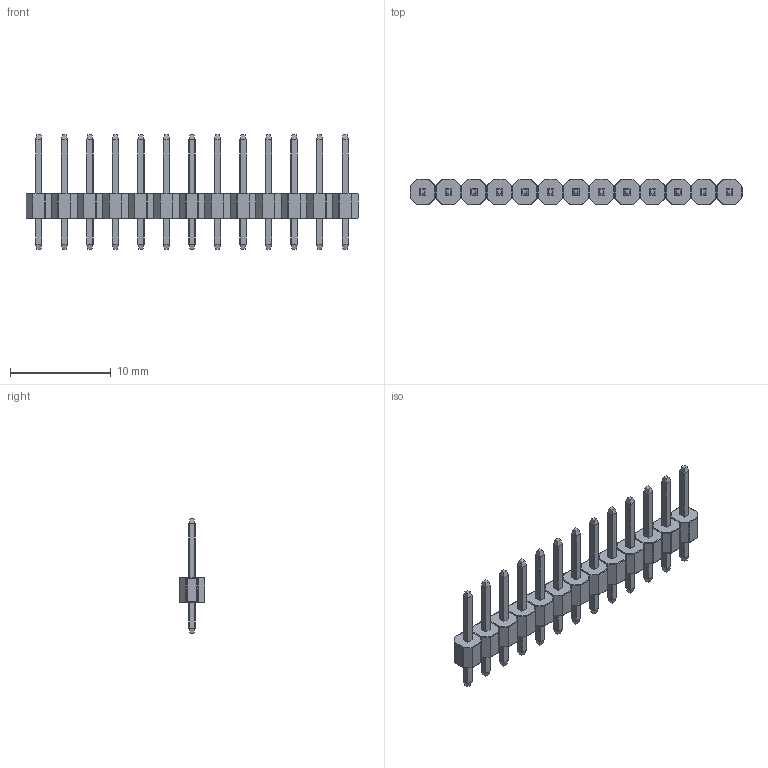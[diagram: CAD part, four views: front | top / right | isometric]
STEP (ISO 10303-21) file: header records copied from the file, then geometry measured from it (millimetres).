
FILE_DESCRIPTION(/* description */ (''),/* implementation_level */ '2;1');
FILE_NAME(/* name */ 'Pin Header Male 01x12 P2.54mm v1.step',/* time_stamp */ '2023-11-13T20:48:52-08:00',/* author */ (''),/* organization */ (''),/* preprocessor_version */ 'ST-DEVELOPER v20',/* originating_system */ 'Autodesk Translation Framework v12.14.0.127',/* authorisation */ '');
FILE_SCHEMA (('AUTOMOTIVE_DESIGN { 1 0 10303 214 3 1 1 }'));
Length unit declared in the file: millimetre
Products named in the file (2): Pin Header Male 01x12 P2.54mm; Male Pin Header
Assembly tree (12 placements, depth 2):
  Pin Header Male 01x12 P2.54mm
    Male Pin Header  x12
Bounding box: 33.02 x 2.54 x 11.39 mm (x, y, z)
Volume: 226.6 mm3; surface area: 710.4 mm2
Topology: 13 solids, 13 shells, 1170 faces, 2756 edges, 1560 vertices
Faces by surface type: plane 494, cylinder 468, sphere 208
Entity records: 5403 total; most frequent: DIRECTION 956, CARTESIAN_POINT 858, ORIENTED_EDGE 848, EDGE_CURVE 424, AXIS2_PLACEMENT_3D 338, LINE 280, VECTOR 280, VERTEX_POINT 240
